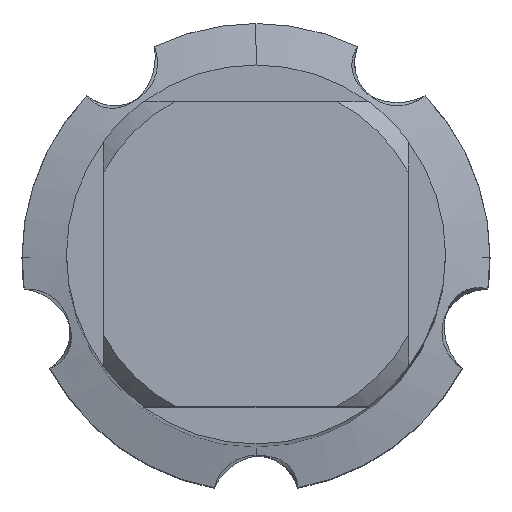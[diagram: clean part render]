
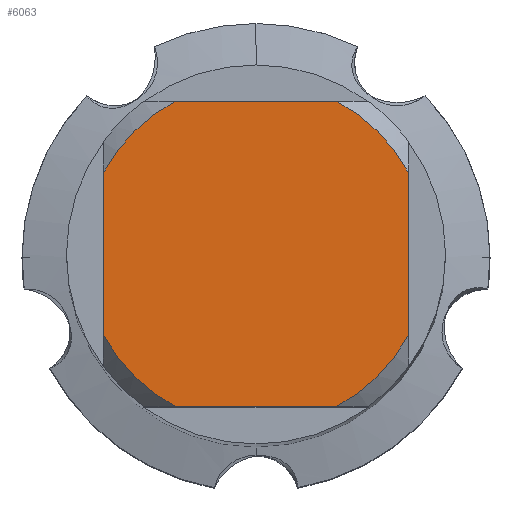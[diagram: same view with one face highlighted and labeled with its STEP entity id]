
A CAD part, top view. The second image highlights one B-rep face of the part: STEP entity #6063.
In plain terms, the highlighted planar face has unit normal (0, 0, 1).
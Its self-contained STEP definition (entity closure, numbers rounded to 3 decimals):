
#2641=VERTEX_POINT('',#7385);
#2849=VERTEX_POINT('',#7613);
#3325=VERTEX_POINT('',#8127);
#3731=EDGE_CURVE('',#6607,#2641,#8564,.T.);
#3759=EDGE_CURVE('',#3325,#2641,#8593,.T.);
#4053=VERTEX_POINT('',#8918);
#4155=VERTEX_POINT('',#9031);
#4725=VERTEX_POINT('',#9650);
#4907=EDGE_CURVE('',#4725,#4053,#9849,.T.);
#5279=EDGE_CURVE('',#4725,#7017,#10259,.T.);
#5907=EDGE_CURVE('',#4155,#2849,#10942,.T.);
#6063=ADVANCED_FACE('',(#11115),#11116,.T.);
#6607=VERTEX_POINT('',#11710);
#6657=EDGE_CURVE('',#3325,#2849,#11762,.T.);
#6991=EDGE_CURVE('',#6607,#7017,#12123,.T.);
#7017=VERTEX_POINT('',#12150);
#7033=EDGE_CURVE('',#4155,#4053,#12167,.T.);
#7385=CARTESIAN_POINT('',(-7.25,-3.831,0.0));
#7613=CARTESIAN_POINT('',(-3.831,7.25,0.0));
#8127=CARTESIAN_POINT('',(-7.25,3.831,0.0));
#8564=CIRCLE('',#17864,8.2);
#8593=LINE('',#18055,#18056);
#8918=CARTESIAN_POINT('',(7.25,3.831,0.0));
#9031=CARTESIAN_POINT('',(3.831,7.25,0.0));
#9650=CARTESIAN_POINT('',(7.25,-3.831,0.0));
#9849=LINE('',#22933,#22934);
#10259=CIRCLE('',#24523,8.2);
#10942=LINE('',#27427,#27428);
#11115=FACE_OUTER_BOUND('',#28055,.T.);
#11116=PLANE('',#28056);
#11710=CARTESIAN_POINT('',(-3.831,-7.25,0.0));
#11762=CIRCLE('',#30555,8.2);
#12123=LINE('',#31918,#31919);
#12150=CARTESIAN_POINT('',(3.831,-7.25,0.0));
#12167=CIRCLE('',#32020,8.2);
#17864=AXIS2_PLACEMENT_3D('',#34027,#34028,#34029);
#18055=CARTESIAN_POINT('',(-7.25,2.05,0.0));
#18056=VECTOR('',#34046,1.0);
#22933=CARTESIAN_POINT('',(7.25,2.05,0.0));
#22934=VECTOR('',#35394,1.0);
#24523=AXIS2_PLACEMENT_3D('',#35832,#35833,#35834);
#27427=CARTESIAN_POINT('',(0.0,7.25,0.0));
#27428=VECTOR('',#36736,1.0);
#28055=EDGE_LOOP('',(#36933,#36934,#36935,#36936,#36937,#36938,#36939,#36940));
#28056=AXIS2_PLACEMENT_3D('',#36941,#36942,#36943);
#30555=AXIS2_PLACEMENT_3D('',#37609,#37610,#37611);
#31918=CARTESIAN_POINT('',(0.0,-7.25,0.0));
#31919=VECTOR('',#38076,1.0);
#32020=AXIS2_PLACEMENT_3D('',#38106,#38107,#38108);
#34027=CARTESIAN_POINT('',(0.0,0.0,0.0));
#34028=DIRECTION('',(0.0,0.0,-1.0));
#34029=DIRECTION('',(0.0,1.0,0.0));
#34046=DIRECTION('',(-0.0,-1.0,0.0));
#35394=DIRECTION('',(-0.0,1.0,0.0));
#35832=CARTESIAN_POINT('',(0.0,0.0,0.0));
#35833=DIRECTION('',(0.0,0.0,-1.0));
#35834=DIRECTION('',(0.0,1.0,0.0));
#36736=DIRECTION('',(-1.0,0.0,0.0));
#36933=ORIENTED_EDGE('',*,*,#3759,.T.);
#36934=ORIENTED_EDGE('',*,*,#3731,.F.);
#36935=ORIENTED_EDGE('',*,*,#6991,.T.);
#36936=ORIENTED_EDGE('',*,*,#5279,.F.);
#36937=ORIENTED_EDGE('',*,*,#4907,.T.);
#36938=ORIENTED_EDGE('',*,*,#7033,.F.);
#36939=ORIENTED_EDGE('',*,*,#5907,.T.);
#36940=ORIENTED_EDGE('',*,*,#6657,.F.);
#36941=CARTESIAN_POINT('',(0.0,4.1,0.0));
#36942=DIRECTION('',(-0.0,0.0,1.0));
#36943=DIRECTION('',(0.0,-1.0,0.0));
#37609=CARTESIAN_POINT('',(0.0,0.0,0.0));
#37610=DIRECTION('',(0.0,0.0,-1.0));
#37611=DIRECTION('',(0.0,1.0,0.0));
#38076=DIRECTION('',(1.0,0.0,0.0));
#38106=CARTESIAN_POINT('',(0.0,0.0,0.0));
#38107=DIRECTION('',(0.0,0.0,-1.0));
#38108=DIRECTION('',(0.0,1.0,0.0));
